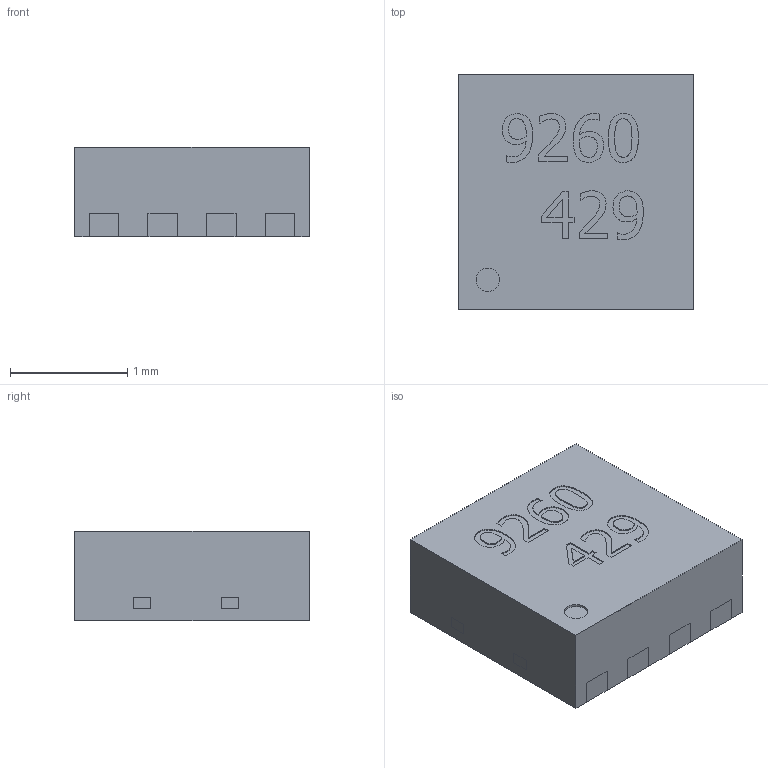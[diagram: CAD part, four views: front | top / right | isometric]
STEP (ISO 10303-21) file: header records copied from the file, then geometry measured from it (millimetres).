
FILE_DESCRIPTION(/* description */ ('Cirtek Mold Body'),/* implementation_level */ '2;1');
FILE_NAME(/* name */ 'GO-100211.stp',/* time_stamp */ '2018-03-21T16:36:19+01:00',/* author */ ('mmangarudov'),/* organization */ (''),/* preprocessor_version */ 'ST-DEVELOPER v16.1',/* originating_system */ 'Autodesk Inventor 2016',/* authorisation */ '');
FILE_SCHEMA (('AUTOMOTIVE_DESIGN { 1 0 10303 214 3 1 1 }'));
Length unit declared in the file: millimetre
Products named in the file (3): GO-100211.1; GO-100211.2; GO-100211.0
Assembly tree (2 placements, depth 2):
  GO-100211.0
    GO-100211.1
    GO-100211.2
Bounding box: 2 x 2 x 0.76 mm (x, y, z)
Volume: 3 mm3; surface area: 23.7 mm2
Topology: 10 solids, 10 shells, 288 faces, 774 edges, 516 vertices
Faces by surface type: plane 164, bspline 91, cylinder 33
Full cylindrical faces by diameter (mm): 0.2 x1
Entity records: 9783 total; most frequent: CARTESIAN_POINT 3043, ORIENTED_EDGE 1546, DIRECTION 1061, EDGE_CURVE 773, LINE 525, VECTOR 525, VERTEX_POINT 516, EDGE_LOOP 307
